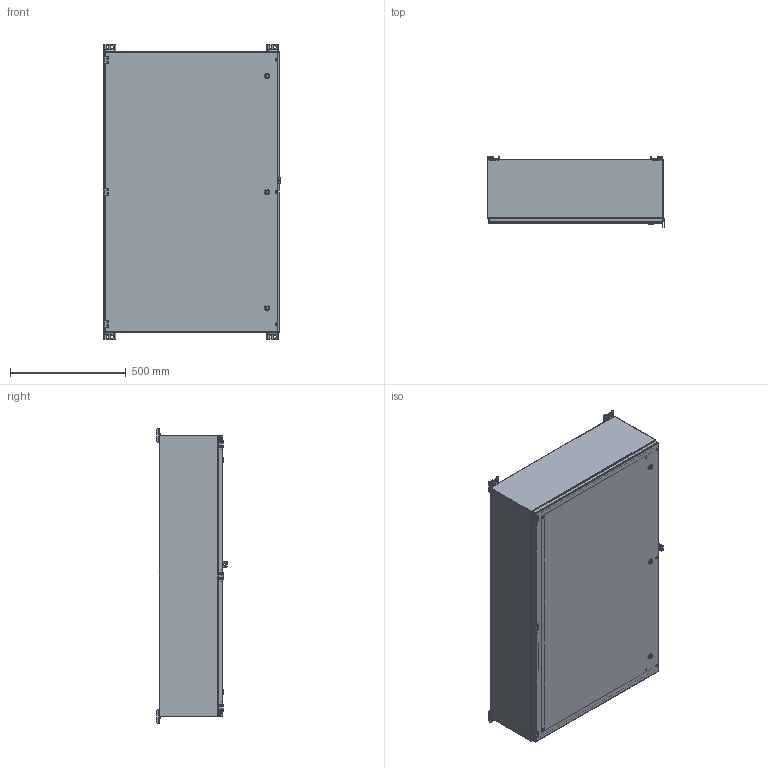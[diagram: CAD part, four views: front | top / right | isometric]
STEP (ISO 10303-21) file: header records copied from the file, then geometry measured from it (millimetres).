
FILE_DESCRIPTION( ( 'Unknown' ), '1' );
FILE_NAME( 'R483010_STEEL.stp', 'Unknown', ( 'Unknown' ), ( 'Unknown' ), 'PSStep 16.0.42', 'Unknown', ' ' );
FILE_SCHEMA( ( 'AUTOMOTIVE_DESIGN { 1 0 10303 214 1 1 1 1 }' ) );
Length unit declared in the file: millimetre
Products named in the file (53): 0.375 DIA; CAOUTCHOUC; METAL; LOCK AVEC TOURNEVIS TYPE 4-12 SANS CAME; HOSING-oa0; INSERT POUR TOURNEVIS-oa1; NOIX DE FIXATION-oa2; Oring-oa3; Oring-oa4; SEAL BLANC-oa5; STOPPER DESSOUS-oa6; VIS DE RETENUE DE LA CAME-oa7; A15KR; CAME R; PATTE-RD; PATTE R; FW_0.3750; 3-8-16 x .750; HN_0.3750; AHR-PARTIE-BOITIER; SEAL; AHR - PARTIE BOITIER; SET SCEW M6 x 1.000; NOIX M6; PATTE-R; PARTIE BOITIER; PROVISION BOITIER; SEAL PROVISION; NUT 10-32; 10-32 x 0.500; PARTIE COUVERCLE; PROVISION PORTE; 10-32 x 0.500-oa8; AHR-PARTIE-PORTE; AHR - PARTIE PORTE LUG; AHR - TIGE; R4830_14GA_COUVERCLE; 10-32 x 0.750 AC_CD 201-008-776; HN_no10; R4830C_14GA ...
Assembly tree (94 placements, depth 5):
  Assem1
    ARP4830_12GA
    R483010-U_16GA_BOITIER
      BUMPER R 0.250-20  x3
      0.375-16 x 0.750 AC_CKL 118-510-340  x6
      FW_0.3750  x6
      HN_0.3750  x6
      FW_0.2500  x3
      HN_0.2500  x3
      R483010B-U_16GA
      Rxx3010H_16GA
      Rxx3010B_16GA
      AHR-PARTIE-BOITIER  x3
        SEAL
        AHR - PARTIE BOITIER
        SET SCEW M6 x 1.000
        NOIX M6
      PATTE-RD  x2
        PATTE R
        FW_0.3750
        3-8-16 x .750
        HN_0.3750
        0.375 DIA
          CAOUTCHOUC
          METAL
      PATTE-R  x2
        PATTE R
        FW_0.3750
        3-8-16 x .750
        HN_0.3750
        0.375 DIA
          CAOUTCHOUC
          METAL
      PARTIE BOITIER
        PROVISION BOITIER
        SEAL PROVISION
        NUT 10-32
        10-32 x 0.500
    R4830_14GA_COUVERCLE
      10-32 x 0.750 AC_CD 201-008-776  x4
      HN_no10  x2
      R4830C_14GA
      R4830_GASKET
      RAIL-V48
      ESPACEUR-RAIL  x2
      AHR-PARTIE-PORTE  x3
        AHR - PARTIE PORTE LUG
        AHR - TIGE
      A15KR  x3
        CAME R
        LOCK AVEC TOURNEVIS TYPE 4-12 SANS CAME
          HOSING-oa0
          INSERT POUR TOURNEVIS-oa1
          NOIX DE FIXATION-oa2
          Oring-oa3
          Oring-oa4
          SEAL BLANC-oa5
          STOPPER DESSOUS-oa6
          VIS DE RETENUE DE LA CAME-oa7
      PARTIE COUVERCLE
Bounding box: 769.16 x 304.67 x 1276.76 mm (x, y, z)
Volume: 7921611.9 mm3; surface area: 8237010.7 mm2
Topology: 118 solids, 118 shells, 4651 faces, 11327 edges, 7217 vertices
Faces by surface type: plane 2575, cylinder 880, bspline 423, extrusion 332, cone 225, torus 164, sphere 52
Full cylindrical faces by diameter (mm): 0.346 x6, 0.508 x4, 0.794 x6, 3.023 x12, 3.15 x2, 3.175 x12, 4.039 x4, 4.623 x2, 4.682 x44, 4.826 x10, 5.055 x1, 5.1 x3, 5.105 x1, 5.567 x2, 5.842 x3, 5.918 x6, 5.994 x4, 6 x3, 6.096 x6, 6.1 x9, 6.35 x6, 6.502 x4, 6.731 x6, 6.985 x3, 7.137 x5, 7.925 x2, 8.664 x2, 8.7 x3, 8.966 x6, 9 x3
Entity records: 150708 total; most frequent: CARTESIAN_POINT 67934, ORIENTED_EDGE 12996, DIRECTION 9827, EDGE_CURVE 6498, VERTEX_POINT 4384, EDGE_LOOP 3557, AXIS2_PLACEMENT_3D 3293, VECTOR 3241
